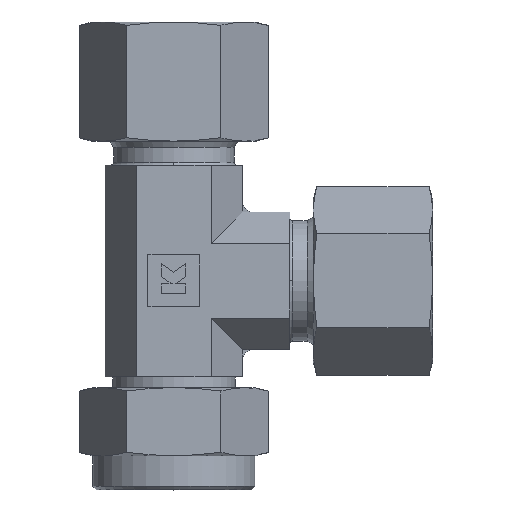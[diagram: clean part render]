
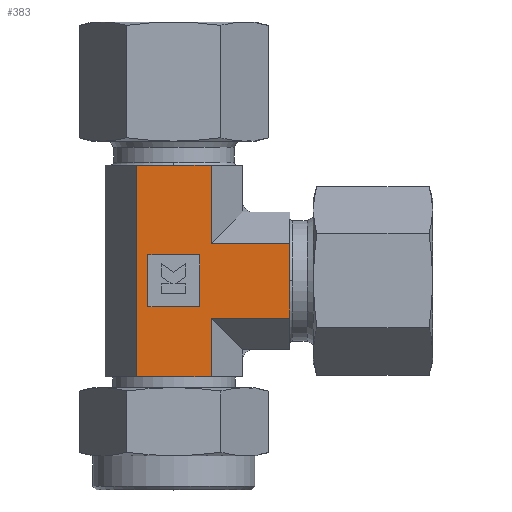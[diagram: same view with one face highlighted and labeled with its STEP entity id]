
A CAD part, top view. The second image highlights one B-rep face of the part: STEP entity #383.
In plain terms, the highlighted planar face has unit normal (0, 0, 1).
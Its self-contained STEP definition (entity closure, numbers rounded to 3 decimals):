
#383 = ADVANCED_FACE( '', ( #748, #749 ), #750, .T. );
#748 = FACE_BOUND( '', #1259, .T. );
#749 = FACE_OUTER_BOUND( '', #1260, .T. );
#750 = PLANE( '', #1261 );
#1259 = EDGE_LOOP( '', ( #2408, #2409, #2410, #2411 ) );
#1260 = EDGE_LOOP( '', ( #2412, #2413, #2414, #2415, #2416, #2417, #2418, #2419 ) );
#1261 = AXIS2_PLACEMENT_3D( '', #2420, #2421, #2422 );
#2408 = ORIENTED_EDGE( '', *, *, #3551, .T. );
#2409 = ORIENTED_EDGE( '', *, *, #3555, .T. );
#2410 = ORIENTED_EDGE( '', *, *, #3558, .T. );
#2411 = ORIENTED_EDGE( '', *, *, #3560, .T. );
#2412 = ORIENTED_EDGE( '', *, *, #3632, .T. );
#2413 = ORIENTED_EDGE( '', *, *, #3633, .T. );
#2414 = ORIENTED_EDGE( '', *, *, #3634, .F. );
#2415 = ORIENTED_EDGE( '', *, *, #3635, .T. );
#2416 = ORIENTED_EDGE( '', *, *, #3636, .T. );
#2417 = ORIENTED_EDGE( '', *, *, #3637, .F. );
#2418 = ORIENTED_EDGE( '', *, *, #3638, .T. );
#2419 = ORIENTED_EDGE( '', *, *, #3639, .T. );
#2420 = CARTESIAN_POINT( '', ( 0., -5.485, 9.5 ) );
#2421 = DIRECTION( '', ( 0., 0., 1. ) );
#2422 = DIRECTION( '', ( 0., -1., 0. ) );
#3551 = EDGE_CURVE( '', #4300, #4298, #4301, .T. );
#3555 = EDGE_CURVE( '', #4298, #4305, #4307, .T. );
#3558 = EDGE_CURVE( '', #4305, #4310, #4312, .T. );
#3560 = EDGE_CURVE( '', #4310, #4300, #4314, .T. );
#3632 = EDGE_CURVE( '', #4404, #4405, #4406, .T. );
#3633 = EDGE_CURVE( '', #4405, #4407, #4408, .T. );
#3634 = EDGE_CURVE( '', #4409, #4407, #4410, .T. );
#3635 = EDGE_CURVE( '', #4409, #4411, #4412, .T. );
#3636 = EDGE_CURVE( '', #4411, #4413, #4414, .T. );
#3637 = EDGE_CURVE( '', #4415, #4413, #4416, .T. );
#3638 = EDGE_CURVE( '', #4415, #4417, #4418, .T. );
#3639 = EDGE_CURVE( '', #4417, #4404, #4419, .T. );
#4298 = VERTEX_POINT( '', #5347 );
#4300 = VERTEX_POINT( '', #5350 );
#4301 = LINE( '', #5351, #5352 );
#4305 = VERTEX_POINT( '', #5358 );
#4307 = LINE( '', #5361, #5362 );
#4310 = VERTEX_POINT( '', #5366 );
#4312 = LINE( '', #5369, #5370 );
#4314 = LINE( '', #5373, #5374 );
#4404 = VERTEX_POINT( '', #5650 );
#4405 = VERTEX_POINT( '', #5651 );
#4406 = LINE( '', #5652, #5653 );
#4407 = VERTEX_POINT( '', #5654 );
#4408 = LINE( '', #5655, #5656 );
#4409 = VERTEX_POINT( '', #5657 );
#4410 = LINE( '', #5658, #5659 );
#4411 = VERTEX_POINT( '', #5660 );
#4412 = LINE( '', #5661, #5662 );
#4413 = VERTEX_POINT( '', #5663 );
#4414 = LINE( '', #5664, #5665 );
#4415 = VERTEX_POINT( '', #5666 );
#4416 = LINE( '', #5667, #5668 );
#4417 = VERTEX_POINT( '', #5669 );
#4418 = LINE( '', #5670, #5671 );
#4419 = LINE( '', #5672, #5673 );
#5347 = CARTESIAN_POINT( '', ( -3.8, 3.8, 9.5 ) );
#5350 = CARTESIAN_POINT( '', ( -3.8, -3.8, 9.5 ) );
#5351 = CARTESIAN_POINT( '', ( -3.8, -4.642, 9.5 ) );
#5352 = VECTOR( '', #6948, 1. );
#5358 = CARTESIAN_POINT( '', ( 3.8, 3.8, 9.5 ) );
#5361 = CARTESIAN_POINT( '', ( -1.9, 3.8, 9.5 ) );
#5362 = VECTOR( '', #6952, 1. );
#5366 = CARTESIAN_POINT( '', ( 3.8, -3.8, 9.5 ) );
#5369 = CARTESIAN_POINT( '', ( 3.8, -0.842, 9.5 ) );
#5370 = VECTOR( '', #6955, 1. );
#5373 = CARTESIAN_POINT( '', ( 1.9, -3.8, 9.5 ) );
#5374 = VECTOR( '', #6957, 1. );
#5650 = CARTESIAN_POINT( '', ( 5.485, -5.485, 9.5 ) );
#5651 = CARTESIAN_POINT( '', ( 17., -5.485, 9.5 ) );
#5652 = CARTESIAN_POINT( '', ( 0., -5.485, 9.5 ) );
#5653 = VECTOR( '', #7099, 1. );
#5654 = CARTESIAN_POINT( '', ( 17., 5.485, 9.5 ) );
#5655 = CARTESIAN_POINT( '', ( 17., 5.485, 9.5 ) );
#5656 = VECTOR( '', #7100, 1. );
#5657 = CARTESIAN_POINT( '', ( 5.485, 5.485, 9.5 ) );
#5658 = CARTESIAN_POINT( '', ( 0., 5.485, 9.5 ) );
#5659 = VECTOR( '', #7101, 1. );
#5660 = CARTESIAN_POINT( '', ( 5.485, 17., 9.5 ) );
#5661 = CARTESIAN_POINT( '', ( 5.485, -14.1, 9.5 ) );
#5662 = VECTOR( '', #7102, 1. );
#5663 = CARTESIAN_POINT( '', ( -5.485, 17., 9.5 ) );
#5664 = CARTESIAN_POINT( '', ( -5.485, 17., 9.5 ) );
#5665 = VECTOR( '', #7103, 1. );
#5666 = CARTESIAN_POINT( '', ( -5.485, -14.1, 9.5 ) );
#5667 = CARTESIAN_POINT( '', ( -5.485, -14.1, 9.5 ) );
#5668 = VECTOR( '', #7104, 1. );
#5669 = CARTESIAN_POINT( '', ( 5.485, -14.1, 9.5 ) );
#5670 = CARTESIAN_POINT( '', ( -5.485, -14.1, 9.5 ) );
#5671 = VECTOR( '', #7105, 1. );
#5672 = CARTESIAN_POINT( '', ( 5.485, -14.1, 9.5 ) );
#5673 = VECTOR( '', #7106, 1. );
#6948 = DIRECTION( '', ( 0., 1., 0. ) );
#6952 = DIRECTION( '', ( 1., 0., 0. ) );
#6955 = DIRECTION( '', ( 0., -1., 0. ) );
#6957 = DIRECTION( '', ( -1., 0., 0. ) );
#7099 = DIRECTION( '', ( 1., 0., 0. ) );
#7100 = DIRECTION( '', ( 0., 1., 0. ) );
#7101 = DIRECTION( '', ( 1., 0., 0. ) );
#7102 = DIRECTION( '', ( 0., 1., 0. ) );
#7103 = DIRECTION( '', ( -1., 0., 0. ) );
#7104 = DIRECTION( '', ( 0., 1., 0. ) );
#7105 = DIRECTION( '', ( 1., 0., 0. ) );
#7106 = DIRECTION( '', ( 0., 1., 0. ) );
